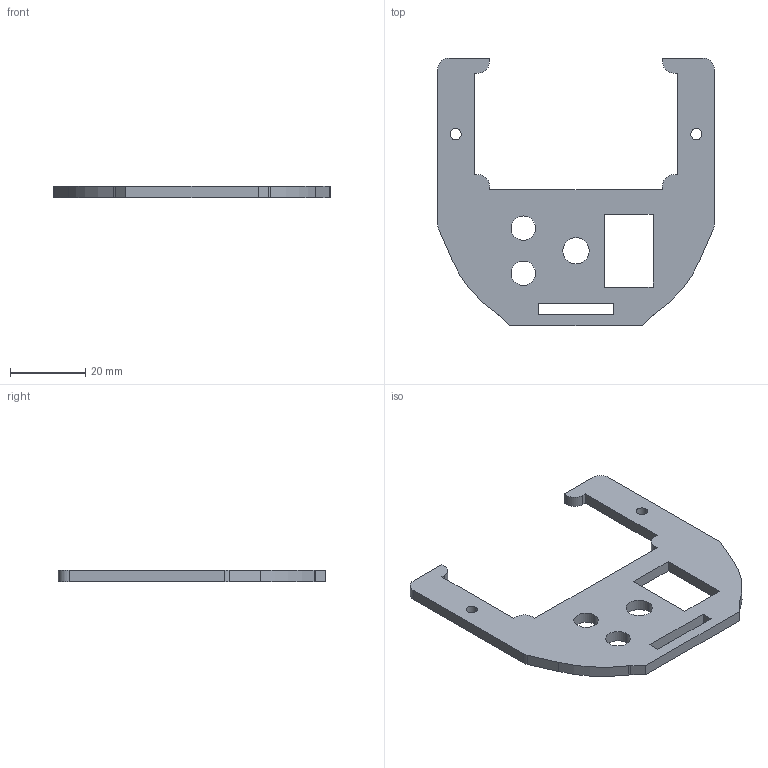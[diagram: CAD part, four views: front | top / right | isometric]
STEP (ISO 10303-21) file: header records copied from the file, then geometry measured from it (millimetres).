
FILE_DESCRIPTION (( 'STEP AP203' ), '1' );
FILE_NAME ('frame-1-16.step', '2015-02-17T13:06:33', ( 'Cesar' ), ( '' ), 'SwSTEP 2.0', 'SolidWorks 2013', '' );
FILE_SCHEMA (( 'CONFIG_CONTROL_DESIGN' ));
Length unit declared in the file: millimetre
Products named in the file (1): frame-1-16
Bounding box: 73.5 x 71.25 x 3 mm (x, y, z)
Volume: 7730.8 mm3; surface area: 6760 mm2
Topology: 1 solids, 1 shells, 52 faces, 150 edges, 100 vertices
Faces by surface type: plane 30, cylinder 20, bspline 2
Entity records: 1921 total; most frequent: CARTESIAN_POINT 419, ORIENTED_EDGE 300, DIRECTION 288, EDGE_CURVE 150, VECTOR 106, LINE 106, VERTEX_POINT 100, AXIS2_PLACEMENT_3D 91
